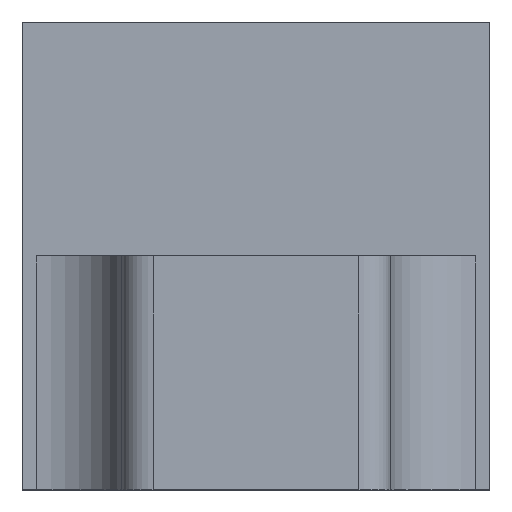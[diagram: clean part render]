
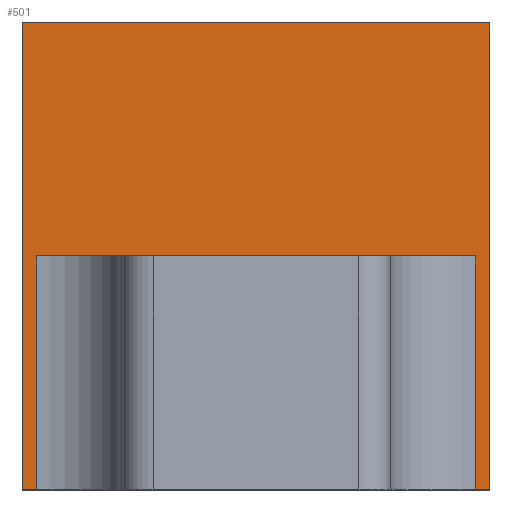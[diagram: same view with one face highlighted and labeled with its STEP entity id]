
A CAD part, top view. The second image highlights one B-rep face of the part: STEP entity #501.
In plain terms, the highlighted planar face has unit normal (0, 0, 1).
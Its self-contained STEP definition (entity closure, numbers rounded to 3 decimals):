
#37=FACE_OUTER_BOUND('',#62,.T.);
#62=EDGE_LOOP('',(#367,#368,#369,#370,#371,#372,#373,#374,#375,#376,#377,
#378,#379,#380,#381,#382));
#91=LINE('',#725,#155);
#97=LINE('',#737,#161);
#100=LINE('',#742,#164);
#106=LINE('',#755,#170);
#107=LINE('',#757,#171);
#108=LINE('',#759,#172);
#109=LINE('',#761,#173);
#110=LINE('',#763,#174);
#111=LINE('',#765,#175);
#112=LINE('',#767,#176);
#113=LINE('',#769,#177);
#114=LINE('',#771,#178);
#115=LINE('',#773,#179);
#116=LINE('',#775,#180);
#117=LINE('',#777,#181);
#118=LINE('',#778,#182);
#155=VECTOR('',#588,10.);
#161=VECTOR('',#596,10.);
#164=VECTOR('',#603,10.);
#170=VECTOR('',#613,10.);
#171=VECTOR('',#614,10.);
#172=VECTOR('',#615,10.);
#173=VECTOR('',#616,10.);
#174=VECTOR('',#617,10.);
#175=VECTOR('',#618,10.);
#176=VECTOR('',#619,10.);
#177=VECTOR('',#620,10.);
#178=VECTOR('',#621,10.);
#179=VECTOR('',#622,10.);
#180=VECTOR('',#623,10.);
#181=VECTOR('',#624,10.);
#182=VECTOR('',#625,10.);
#215=VERTEX_POINT('',#721);
#217=VERTEX_POINT('',#724);
#220=VERTEX_POINT('',#731);
#222=VERTEX_POINT('',#735);
#227=VERTEX_POINT('',#754);
#228=VERTEX_POINT('',#756);
#229=VERTEX_POINT('',#758);
#230=VERTEX_POINT('',#760);
#231=VERTEX_POINT('',#762);
#232=VERTEX_POINT('',#764);
#233=VERTEX_POINT('',#766);
#234=VERTEX_POINT('',#768);
#235=VERTEX_POINT('',#770);
#236=VERTEX_POINT('',#772);
#237=VERTEX_POINT('',#774);
#238=VERTEX_POINT('',#776);
#267=EDGE_CURVE('',#217,#215,#91,.T.);
#273=EDGE_CURVE('',#220,#222,#97,.T.);
#276=EDGE_CURVE('',#222,#217,#100,.T.);
#282=EDGE_CURVE('',#227,#215,#106,.T.);
#283=EDGE_CURVE('',#227,#228,#107,.T.);
#284=EDGE_CURVE('',#228,#229,#108,.T.);
#285=EDGE_CURVE('',#230,#229,#109,.T.);
#286=EDGE_CURVE('',#231,#230,#110,.T.);
#287=EDGE_CURVE('',#231,#232,#111,.T.);
#288=EDGE_CURVE('',#233,#232,#112,.T.);
#289=EDGE_CURVE('',#234,#233,#113,.T.);
#290=EDGE_CURVE('',#235,#234,#114,.T.);
#291=EDGE_CURVE('',#236,#235,#115,.T.);
#292=EDGE_CURVE('',#236,#237,#116,.T.);
#293=EDGE_CURVE('',#237,#238,#117,.T.);
#294=EDGE_CURVE('',#220,#238,#118,.T.);
#367=ORIENTED_EDGE('',*,*,#273,.T.);
#368=ORIENTED_EDGE('',*,*,#276,.T.);
#369=ORIENTED_EDGE('',*,*,#267,.T.);
#370=ORIENTED_EDGE('',*,*,#282,.F.);
#371=ORIENTED_EDGE('',*,*,#283,.T.);
#372=ORIENTED_EDGE('',*,*,#284,.T.);
#373=ORIENTED_EDGE('',*,*,#285,.F.);
#374=ORIENTED_EDGE('',*,*,#286,.F.);
#375=ORIENTED_EDGE('',*,*,#287,.T.);
#376=ORIENTED_EDGE('',*,*,#288,.F.);
#377=ORIENTED_EDGE('',*,*,#289,.F.);
#378=ORIENTED_EDGE('',*,*,#290,.F.);
#379=ORIENTED_EDGE('',*,*,#291,.F.);
#380=ORIENTED_EDGE('',*,*,#292,.T.);
#381=ORIENTED_EDGE('',*,*,#293,.T.);
#382=ORIENTED_EDGE('',*,*,#294,.F.);
#480=PLANE('',#540);
#501=ADVANCED_FACE('',(#37),#480,.T.);
#540=AXIS2_PLACEMENT_3D('',#753,#611,#612);
#588=DIRECTION('',(0.,-1.,0.));
#596=DIRECTION('',(0.,1.,0.));
#603=DIRECTION('',(1.,0.,0.));
#611=DIRECTION('center_axis',(0.,0.,1.));
#612=DIRECTION('ref_axis',(1.,0.,0.));
#613=DIRECTION('',(-1.,0.,0.));
#614=DIRECTION('',(0.,1.,0.));
#615=DIRECTION('',(1.,0.,0.));
#616=DIRECTION('',(0.,1.,0.));
#617=DIRECTION('',(-1.,0.,0.));
#618=DIRECTION('',(0.,1.,0.));
#619=DIRECTION('',(1.,0.,0.));
#620=DIRECTION('',(0.,1.,0.));
#621=DIRECTION('',(-1.,0.,0.));
#622=DIRECTION('',(0.,-1.,0.));
#623=DIRECTION('',(1.,0.,0.));
#624=DIRECTION('',(0.,-1.,0.));
#625=DIRECTION('',(-1.,0.,0.));
#721=CARTESIAN_POINT('',(4.3,0.,-2.9));
#724=CARTESIAN_POINT('',(4.3,5.,-2.9));
#725=CARTESIAN_POINT('',(4.3,0.,-2.9));
#731=CARTESIAN_POINT('',(-4.3,0.,-2.9));
#735=CARTESIAN_POINT('',(-4.3,5.,-2.9));
#737=CARTESIAN_POINT('',(-4.3,0.,-2.9));
#742=CARTESIAN_POINT('',(-7.5,5.,-2.9));
#753=CARTESIAN_POINT('Origin',(-15.,0.,-2.9));
#754=CARTESIAN_POINT('',(6.7,0.,-2.9));
#755=CARTESIAN_POINT('',(15.,0.,-2.9));
#756=CARTESIAN_POINT('',(6.7,15.,-2.9));
#757=CARTESIAN_POINT('',(6.7,0.,-2.9));
#758=CARTESIAN_POINT('',(14.1,15.,-2.9));
#759=CARTESIAN_POINT('',(-7.5,15.,-2.9));
#760=CARTESIAN_POINT('',(14.1,0.,-2.9));
#761=CARTESIAN_POINT('',(14.1,0.,-2.9));
#762=CARTESIAN_POINT('',(15.,0.,-2.9));
#763=CARTESIAN_POINT('',(15.,0.,-2.9));
#764=CARTESIAN_POINT('',(15.,30.,-2.9));
#765=CARTESIAN_POINT('',(15.,0.,-2.9));
#766=CARTESIAN_POINT('',(-15.,30.,-2.9));
#767=CARTESIAN_POINT('',(15.,30.,-2.9));
#768=CARTESIAN_POINT('',(-15.,0.,-2.9));
#769=CARTESIAN_POINT('',(-15.,0.,-2.9));
#770=CARTESIAN_POINT('',(-14.1,0.,-2.9));
#771=CARTESIAN_POINT('',(15.,0.,-2.9));
#772=CARTESIAN_POINT('',(-14.1,15.,-2.9));
#773=CARTESIAN_POINT('',(-14.1,0.,-2.9));
#774=CARTESIAN_POINT('',(-6.7,15.,-2.9));
#775=CARTESIAN_POINT('',(-7.5,15.,-2.9));
#776=CARTESIAN_POINT('',(-6.7,0.,-2.9));
#777=CARTESIAN_POINT('',(-6.7,0.,-2.9));
#778=CARTESIAN_POINT('',(15.,0.,-2.9));
